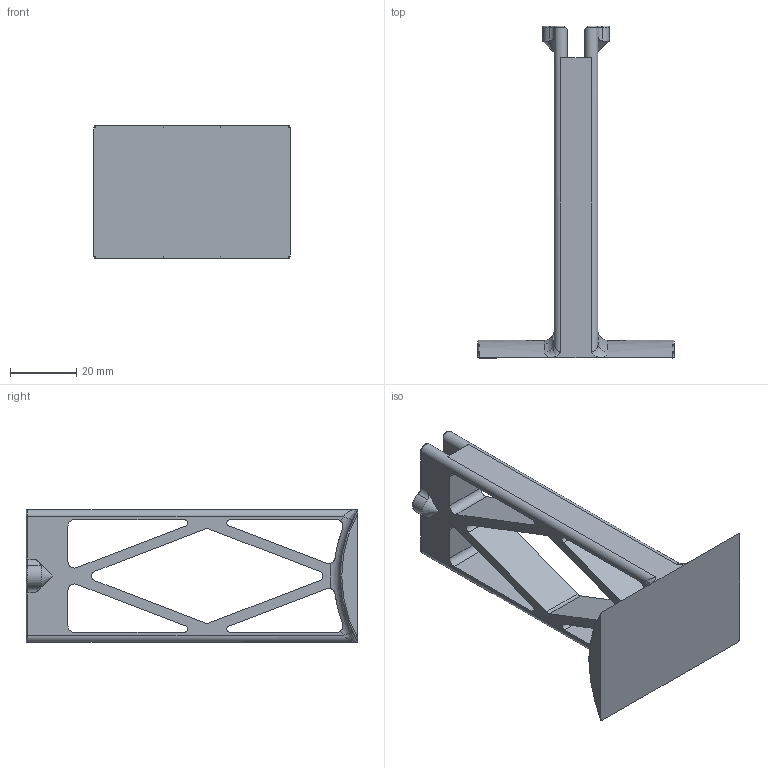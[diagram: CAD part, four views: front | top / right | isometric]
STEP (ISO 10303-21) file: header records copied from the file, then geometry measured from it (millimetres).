
FILE_DESCRIPTION(/* description */ (''),/* implementation_level */ '2;1');
FILE_NAME(/* name */ 'FuselageMount2.stp',/* time_stamp */ '2024-02-05T19:47:50-06:00',/* author */ ('Eric'),/* organization */ (''),/* preprocessor_version */ 'ST-DEVELOPER v20',/* originating_system */ 'Autodesk Inventor 2024',/* authorisation */ '');
FILE_SCHEMA (('AUTOMOTIVE_DESIGN { 1 0 10303 214 3 1 1 }'));
Length unit declared in the file: millimetre
Products named in the file (1): FuselageMount2
Bounding box: 59.2 x 100 x 40 mm (x, y, z)
Volume: 27960 mm3; surface area: 17834.3 mm2
Topology: 1 solids, 1 shells, 88 faces, 248 edges, 158 vertices
Faces by surface type: cylinder 36, plane 30, torus 14, cone 4, bspline 4
Full cylindrical faces by diameter (mm): 4.1 x2
Entity records: 3233 total; most frequent: CARTESIAN_POINT 903, ORIENTED_EDGE 492, DIRECTION 478, EDGE_CURVE 246, AXIS2_PLACEMENT_3D 183, VERTEX_POINT 158, LINE 112, VECTOR 112
